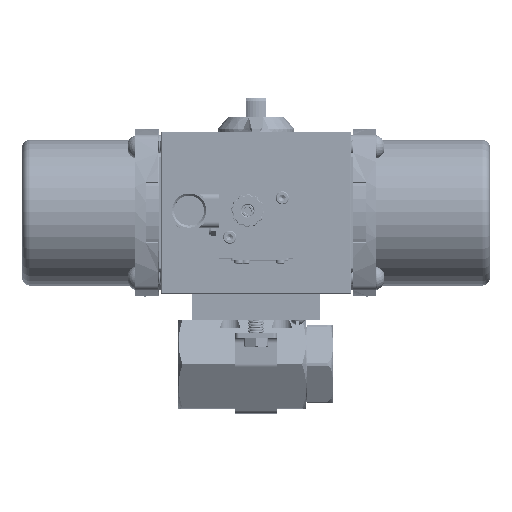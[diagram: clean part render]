
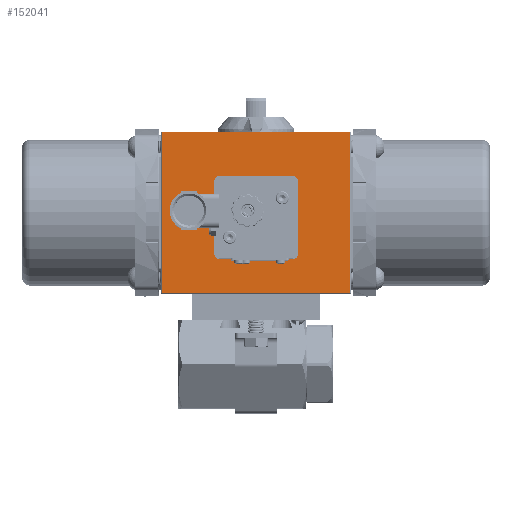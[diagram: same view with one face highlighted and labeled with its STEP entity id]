
A CAD part, top view. The second image highlights one B-rep face of the part: STEP entity #152041.
In plain terms, the highlighted planar face has unit normal (0, 0, 1).
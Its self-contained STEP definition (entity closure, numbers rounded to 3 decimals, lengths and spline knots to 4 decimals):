
#2910 = VERTEX_POINT ( 'NONE', #25426 ) ;
#5650 = VECTOR ( 'NONE', #126901, 39.3701 ) ;
#5954 = ORIENTED_EDGE ( 'NONE', *, *, #61614, .F. ) ;
#6051 = ORIENTED_EDGE ( 'NONE', *, *, #53404, .T. ) ;
#6869 = AXIS2_PLACEMENT_3D ( 'NONE', #7001, #111681, #21998 ) ;
#7001 = CARTESIAN_POINT ( 'NONE',  ( 0.878, 4.39, 1.55 ) ) ;
#9026 = CARTESIAN_POINT ( 'NONE',  ( 0.878, 4.515, 1.55 ) ) ;
#12057 = FACE_OUTER_BOUND ( 'NONE', #180306, .T. ) ;
#13779 = ORIENTED_EDGE ( 'NONE', *, *, #161401, .F. ) ;
#15022 = LINE ( 'NONE', #37128, #5650 ) ;
#15893 = CARTESIAN_POINT ( 'NONE',  ( -0.997, 2.515, 1.55 ) ) ;
#16154 = VECTOR ( 'NONE', #183591, 39.3701 ) ;
#19531 = ORIENTED_EDGE ( 'NONE', *, *, #90432, .F. ) ;
#21998 = DIRECTION ( 'NONE',  ( 0., 1., 0. ) ) ;
#25012 = EDGE_CURVE ( 'NONE', #145432, #85037, #42481, .T. ) ;
#25426 = CARTESIAN_POINT ( 'NONE',  ( 2.253, 1.7, 1.55 ) ) ;
#29351 = LINE ( 'NONE', #142838, #144261 ) ;
#33076 = CARTESIAN_POINT ( 'NONE',  ( 2.273, 5.56, 1.55 ) ) ;
#33753 = AXIS2_PLACEMENT_3D ( 'NONE', #89169, #194028, #104191 ) ;
#34943 = LINE ( 'NONE', #63002, #16154 ) ;
#36737 = CARTESIAN_POINT ( 'NONE',  ( -0.872, 2.64, 1.55 ) ) ;
#37128 = CARTESIAN_POINT ( 'NONE',  ( -0.997, 4.515, 1.55 ) ) ;
#37993 = CARTESIAN_POINT ( 'NONE',  ( -0.997, 4.515, 1.55 ) ) ;
#39889 = CARTESIAN_POINT ( 'NONE',  ( -0.872, 2.515, 1.55 ) ) ;
#40242 = CARTESIAN_POINT ( 'NONE',  ( 1.003, 4.515, 1.55 ) ) ;
#41496 = VECTOR ( 'NONE', #153032, 39.3701 ) ;
#42095 = CIRCLE ( 'NONE', #127282, 0.125 ) ;
#42481 = LINE ( 'NONE', #37993, #117501 ) ;
#47126 = FACE_BOUND ( 'NONE', #52162, .T. ) ;
#48575 = CIRCLE ( 'NONE', #62578, 0.125 ) ;
#48780 = EDGE_CURVE ( 'NONE', #186126, #163068, #75656, .T. ) ;
#49622 = CARTESIAN_POINT ( 'NONE',  ( 0.878, 2.515, 1.55 ) ) ;
#50659 = CARTESIAN_POINT ( 'NONE',  ( -2.253, 5.58, 1.55 ) ) ;
#51765 = DIRECTION ( 'NONE',  ( 0., 1., 0. ) ) ;
#52162 = EDGE_LOOP ( 'NONE', ( #187615, #62596, #5954, #129573, #13779, #143252, #19531, #151592 ) ) ;
#52320 = DIRECTION ( 'NONE',  ( 0., 1., 0. ) ) ;
#53404 = EDGE_CURVE ( 'NONE', #2910, #126562, #29351, .T. ) ;
#53434 = CARTESIAN_POINT ( 'NONE',  ( -0.872, 4.39, 1.55 ) ) ;
#56509 = AXIS2_PLACEMENT_3D ( 'NONE', #126899, #172122, #82252 ) ;
#57920 = CARTESIAN_POINT ( 'NONE',  ( 1.003, 2.64, 1.55 ) ) ;
#61614 = EDGE_CURVE ( 'NONE', #71813, #176159, #15022, .T. ) ;
#62453 = ORIENTED_EDGE ( 'NONE', *, *, #177951, .T. ) ;
#62578 = AXIS2_PLACEMENT_3D ( 'NONE', #53434, #158358, #68483 ) ;
#62596 = ORIENTED_EDGE ( 'NONE', *, *, #104025, .T. ) ;
#63002 = CARTESIAN_POINT ( 'NONE',  ( 2.273, 1.7, 1.55 ) ) ;
#64378 = VERTEX_POINT ( 'NONE', #124137 ) ;
#66686 = VECTOR ( 'NONE', #145144, 39.3701 ) ;
#68483 = DIRECTION ( 'NONE',  ( 0., 1., 0. ) ) ;
#70929 = CARTESIAN_POINT ( 'NONE',  ( -2.253, 5.56, 1.55 ) ) ;
#71335 = LINE ( 'NONE', #40242, #66686 ) ;
#71813 = VERTEX_POINT ( 'NONE', #9026 ) ;
#72956 = VERTEX_POINT ( 'NONE', #39889 ) ;
#75656 = CIRCLE ( 'NONE', #33753, 0.125 ) ;
#76571 = LINE ( 'NONE', #33076, #41496 ) ;
#77412 = CIRCLE ( 'NONE', #6869, 0.125 ) ;
#82252 = DIRECTION ( 'NONE',  ( 0., 1., 0. ) ) ;
#85037 = VERTEX_POINT ( 'NONE', #150286 ) ;
#89169 = CARTESIAN_POINT ( 'NONE',  ( 0.878, 2.64, 1.55 ) ) ;
#90432 = EDGE_CURVE ( 'NONE', #72956, #163068, #115528, .T. ) ;
#90966 = CARTESIAN_POINT ( 'NONE',  ( -2.253, 1.7, 1.55 ) ) ;
#98942 = VERTEX_POINT ( 'NONE', #70929 ) ;
#104025 = EDGE_CURVE ( 'NONE', #145432, #176159, #48575, .T. ) ;
#104191 = DIRECTION ( 'NONE',  ( 0., 1., 0. ) ) ;
#106853 = ORIENTED_EDGE ( 'NONE', *, *, #166869, .T. ) ;
#111681 = DIRECTION ( 'NONE',  ( 0., 0., -1. ) ) ;
#111744 = PLANE ( 'NONE',  #56509 ) ;
#115528 = LINE ( 'NONE', #15893, #181186 ) ;
#117501 = VECTOR ( 'NONE', #142909, 39.3701 ) ;
#119573 = VERTEX_POINT ( 'NONE', #90966 ) ;
#119639 = CARTESIAN_POINT ( 'NONE',  ( -0.872, 4.515, 1.55 ) ) ;
#122656 = VECTOR ( 'NONE', #139873, 39.3701 ) ;
#124137 = CARTESIAN_POINT ( 'NONE',  ( 1.003, 4.39, 1.55 ) ) ;
#125195 = EDGE_CURVE ( 'NONE', #126562, #98942, #76571, .T. ) ;
#126562 = VERTEX_POINT ( 'NONE', #174320 ) ;
#126899 = CARTESIAN_POINT ( 'NONE',  ( 2.273, 5.58, 1.55 ) ) ;
#126901 = DIRECTION ( 'NONE',  ( -1., 0., 0. ) ) ;
#127282 = AXIS2_PLACEMENT_3D ( 'NONE', #36737, #141616, #51765 ) ;
#129573 = ORIENTED_EDGE ( 'NONE', *, *, #183644, .T. ) ;
#139873 = DIRECTION ( 'NONE',  ( 0., -1., 0. ) ) ;
#141616 = DIRECTION ( 'NONE',  ( 0., 0., -1. ) ) ;
#142838 = CARTESIAN_POINT ( 'NONE',  ( 2.253, 5.58, 1.55 ) ) ;
#142909 = DIRECTION ( 'NONE',  ( 0., -1., 0. ) ) ;
#143252 = ORIENTED_EDGE ( 'NONE', *, *, #48780, .T. ) ;
#144261 = VECTOR ( 'NONE', #52320, 39.3701 ) ;
#145144 = DIRECTION ( 'NONE',  ( 0., 1., 0. ) ) ;
#145432 = VERTEX_POINT ( 'NONE', #148106 ) ;
#148106 = CARTESIAN_POINT ( 'NONE',  ( -0.997, 4.39, 1.55 ) ) ;
#150286 = CARTESIAN_POINT ( 'NONE',  ( -0.997, 2.64, 1.55 ) ) ;
#151592 = ORIENTED_EDGE ( 'NONE', *, *, #192313, .T. ) ;
#152041 = ADVANCED_FACE ( 'NONE', ( #12057, #47126 ), #111744, .F. ) ;
#153032 = DIRECTION ( 'NONE',  ( -1., 0., 0. ) ) ;
#158358 = DIRECTION ( 'NONE',  ( 0., 0., -1. ) ) ;
#161401 = EDGE_CURVE ( 'NONE', #186126, #64378, #71335, .T. ) ;
#163068 = VERTEX_POINT ( 'NONE', #49622 ) ;
#166869 = EDGE_CURVE ( 'NONE', #98942, #119573, #192914, .T. ) ;
#172122 = DIRECTION ( 'NONE',  ( 0., 0., -1. ) ) ;
#174320 = CARTESIAN_POINT ( 'NONE',  ( 2.253, 5.56, 1.55 ) ) ;
#176159 = VERTEX_POINT ( 'NONE', #119639 ) ;
#176415 = ORIENTED_EDGE ( 'NONE', *, *, #125195, .T. ) ;
#177951 = EDGE_CURVE ( 'NONE', #119573, #2910, #34943, .T. ) ;
#180294 = DIRECTION ( 'NONE',  ( 1., 0., 0. ) ) ;
#180306 = EDGE_LOOP ( 'NONE', ( #6051, #176415, #106853, #62453 ) ) ;
#181186 = VECTOR ( 'NONE', #180294, 39.3701 ) ;
#183591 = DIRECTION ( 'NONE',  ( 1., 0., 0. ) ) ;
#183644 = EDGE_CURVE ( 'NONE', #71813, #64378, #77412, .T. ) ;
#186126 = VERTEX_POINT ( 'NONE', #57920 ) ;
#187615 = ORIENTED_EDGE ( 'NONE', *, *, #25012, .F. ) ;
#192313 = EDGE_CURVE ( 'NONE', #72956, #85037, #42095, .T. ) ;
#192914 = LINE ( 'NONE', #50659, #122656 ) ;
#194028 = DIRECTION ( 'NONE',  ( 0., 0., -1. ) ) ;
